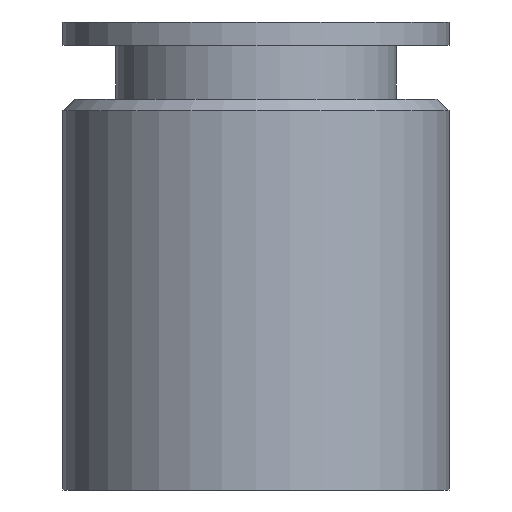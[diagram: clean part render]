
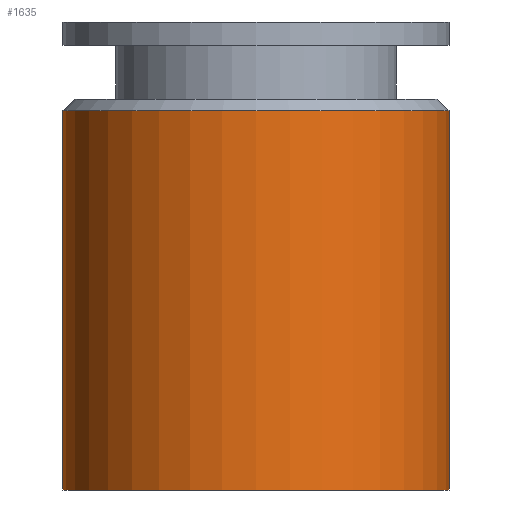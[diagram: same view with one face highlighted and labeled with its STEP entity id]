
A CAD part, front view. The second image highlights one B-rep face of the part: STEP entity #1635.
In plain terms, the highlighted cylindrical face has radius 2.095 mm (diameter 4.191 mm), a partial arc.
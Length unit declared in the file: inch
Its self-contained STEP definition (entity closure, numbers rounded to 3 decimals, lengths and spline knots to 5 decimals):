
#6 = DIRECTION ( 'NONE',  ( 1., 0., 0. ) ) ;
#8 = LINE ( 'NONE', #801, #959 ) ;
#60 = CARTESIAN_POINT ( 'NONE',  ( 0.0825, 0., -0.2 ) ) ;
#100 = CIRCLE ( 'NONE', #524, 0.0825 ) ;
#102 = CARTESIAN_POINT ( 'NONE',  ( 0.0825, 0., 0. ) ) ;
#103 = ORIENTED_EDGE ( 'NONE', *, *, #160, .T. ) ;
#160 = EDGE_CURVE ( 'NONE', #1353, #299, #1687, .T. ) ;
#271 = DIRECTION ( 'NONE',  ( 0., 0., 1. ) ) ;
#293 = AXIS2_PLACEMENT_3D ( 'NONE', #1158, #495, #1014 ) ;
#299 = VERTEX_POINT ( 'NONE', #497 ) ;
#311 = DIRECTION ( 'NONE',  ( 1., 0., 0. ) ) ;
#425 = CARTESIAN_POINT ( 'NONE',  ( 0., 0., -0.038 ) ) ;
#436 = ORIENTED_EDGE ( 'NONE', *, *, #1295, .F. ) ;
#468 = CIRCLE ( 'NONE', #293, 0.0825 ) ;
#495 = DIRECTION ( 'NONE',  ( 0., 0., 1. ) ) ;
#497 = CARTESIAN_POINT ( 'NONE',  ( 0.0825, 0., -0.038 ) ) ;
#510 = EDGE_CURVE ( 'NONE', #1154, #299, #100, .T. ) ;
#524 = AXIS2_PLACEMENT_3D ( 'NONE', #425, #1367, #311 ) ;
#577 = VECTOR ( 'NONE', #616, 39.37008 ) ;
#616 = DIRECTION ( 'NONE',  ( 0., 0., 1. ) ) ;
#646 = CARTESIAN_POINT ( 'NONE',  ( -0.0825, 0., -0.2 ) ) ;
#722 = EDGE_CURVE ( 'NONE', #1622, #1353, #468, .T. ) ;
#801 = CARTESIAN_POINT ( 'NONE',  ( -0.0825, 0., 0. ) ) ;
#804 = AXIS2_PLACEMENT_3D ( 'NONE', #1331, #271, #6 ) ;
#916 = FACE_OUTER_BOUND ( 'NONE', #1351, .T. ) ;
#959 = VECTOR ( 'NONE', #1472, 39.37008 ) ;
#1014 = DIRECTION ( 'NONE',  ( 1., 0., 0. ) ) ;
#1149 = CARTESIAN_POINT ( 'NONE',  ( -0.0825, 0., -0.038 ) ) ;
#1154 = VERTEX_POINT ( 'NONE', #1149 ) ;
#1158 = CARTESIAN_POINT ( 'NONE',  ( 0., 0., -0.2 ) ) ;
#1295 = EDGE_CURVE ( 'NONE', #1622, #1154, #8, .T. ) ;
#1331 = CARTESIAN_POINT ( 'NONE',  ( 0., 0., 0. ) ) ;
#1351 = EDGE_LOOP ( 'NONE', ( #436, #1434, #103, #1649 ) ) ;
#1353 = VERTEX_POINT ( 'NONE', #60 ) ;
#1367 = DIRECTION ( 'NONE',  ( 0., 0., 1. ) ) ;
#1434 = ORIENTED_EDGE ( 'NONE', *, *, #722, .T. ) ;
#1472 = DIRECTION ( 'NONE',  ( 0., 0., 1. ) ) ;
#1622 = VERTEX_POINT ( 'NONE', #646 ) ;
#1635 = ADVANCED_FACE ( 'NONE', ( #916 ), #1679, .T. ) ;
#1649 = ORIENTED_EDGE ( 'NONE', *, *, #510, .F. ) ;
#1679 = CYLINDRICAL_SURFACE ( 'NONE', #804, 0.0825 ) ;
#1687 = LINE ( 'NONE', #102, #577 ) ;
